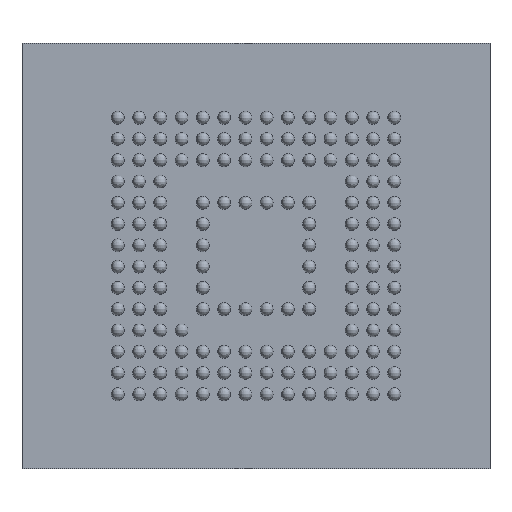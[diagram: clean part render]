
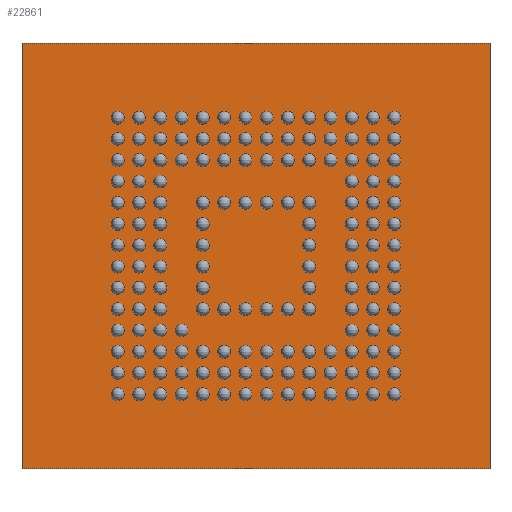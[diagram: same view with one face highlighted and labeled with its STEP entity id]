
A CAD part, front view. The second image highlights one B-rep face of the part: STEP entity #22861.
In plain terms, the highlighted planar face has unit normal (0, -1, 0).
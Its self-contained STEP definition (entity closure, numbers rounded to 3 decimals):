
#200 = VERTEX_POINT ( 'NONE', #10591 ) ;
#946 = EDGE_LOOP ( 'NONE', ( #21643, #11751, #4248, #3519 ) ) ;
#1403 = CARTESIAN_POINT ( 'NONE',  ( 5.5, 0.22, 5. ) ) ;
#1578 = CARTESIAN_POINT ( 'NONE',  ( -5.5, 0.22, -5. ) ) ;
#1965 = CARTESIAN_POINT ( 'NONE',  ( -5.5, 0.22, 5. ) ) ;
#2221 = VERTEX_POINT ( 'NONE', #1578 ) ;
#2546 = CARTESIAN_POINT ( 'NONE',  ( -5.5, 0.22, -5. ) ) ;
#3519 = ORIENTED_EDGE ( 'NONE', *, *, #24716, .F. ) ;
#3614 = DIRECTION ( 'NONE',  ( 0., -1., 0. ) ) ;
#3878 = FACE_OUTER_BOUND ( 'NONE', #946, .T. ) ;
#4248 = ORIENTED_EDGE ( 'NONE', *, *, #5608, .F. ) ;
#4307 = DIRECTION ( 'NONE',  ( 1., 0., 0. ) ) ;
#5607 = CARTESIAN_POINT ( 'NONE',  ( -5.5, 0.22, 5. ) ) ;
#5608 = EDGE_CURVE ( 'NONE', #2221, #9369, #11230, .T. ) ;
#6124 = VECTOR ( 'NONE', #15102, 1000. ) ;
#7055 = DIRECTION ( 'NONE',  ( -1., 0., 0. ) ) ;
#7396 = CARTESIAN_POINT ( 'NONE',  ( 0., 0.22, 6.5 ) ) ;
#8055 = LINE ( 'NONE', #1403, #12580 ) ;
#8440 = VERTEX_POINT ( 'NONE', #17144 ) ;
#9169 = VECTOR ( 'NONE', #4307, 1000. ) ;
#9369 = VERTEX_POINT ( 'NONE', #15912 ) ;
#9817 = VECTOR ( 'NONE', #7055, 1000. ) ;
#10241 = AXIS2_PLACEMENT_3D ( 'NONE', #7396, #3614, #24526 ) ;
#10591 = CARTESIAN_POINT ( 'NONE',  ( 5.5, 0.22, -5. ) ) ;
#11108 = PLANE ( 'NONE',  #10241 ) ;
#11230 = LINE ( 'NONE', #5607, #6124 ) ;
#11508 = DIRECTION ( 'NONE',  ( 0., 0., -1. ) ) ;
#11751 = ORIENTED_EDGE ( 'NONE', *, *, #16611, .F. ) ;
#12580 = VECTOR ( 'NONE', #11508, 1000. ) ;
#14743 = EDGE_CURVE ( 'NONE', #8440, #200, #8055, .T. ) ;
#15102 = DIRECTION ( 'NONE',  ( 0., 0., 1. ) ) ;
#15850 = LINE ( 'NONE', #2546, #9817 ) ;
#15912 = CARTESIAN_POINT ( 'NONE',  ( -5.5, 0.22, 5. ) ) ;
#16611 = EDGE_CURVE ( 'NONE', #9369, #8440, #23066, .T. ) ;
#17144 = CARTESIAN_POINT ( 'NONE',  ( 5.5, 0.22, 5. ) ) ;
#21643 = ORIENTED_EDGE ( 'NONE', *, *, #14743, .F. ) ;
#22861 = ADVANCED_FACE ( 'NONE', ( #3878 ), #11108, .T. ) ;
#23066 = LINE ( 'NONE', #1965, #9169 ) ;
#24526 = DIRECTION ( 'NONE',  ( 1., 0., 0. ) ) ;
#24716 = EDGE_CURVE ( 'NONE', #200, #2221, #15850, .T. ) ;
